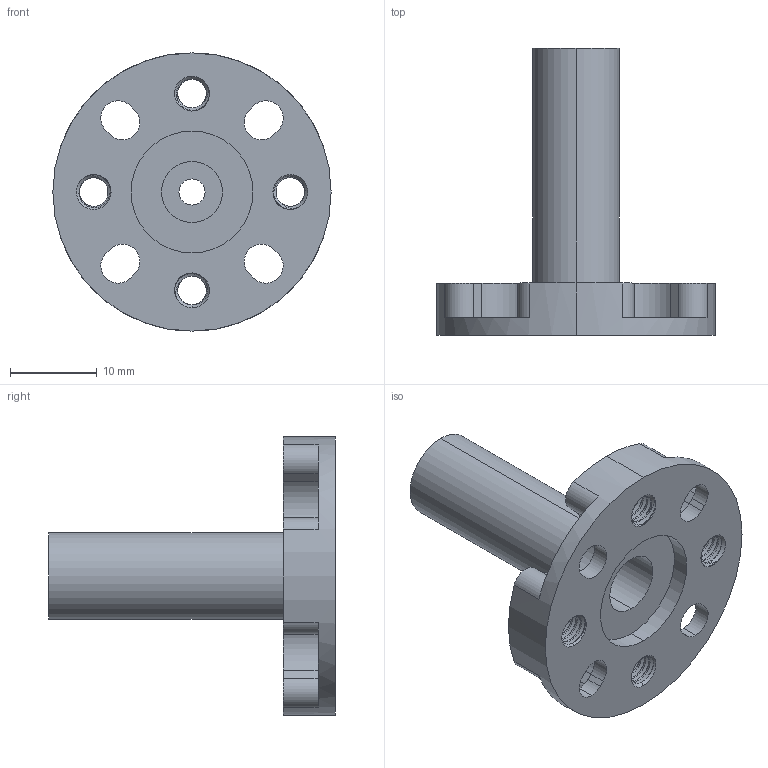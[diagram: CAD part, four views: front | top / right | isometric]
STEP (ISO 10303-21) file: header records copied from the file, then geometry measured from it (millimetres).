
FILE_DESCRIPTION (( 'STEP AP203' ), '1' );
FILE_NAME ('1910-0024-0033 rev1.STEP', '2017-05-22T14:54:55', ( '' ), ( '' ), 'SwSTEP 2.0', 'SolidWorks 2016', '' );
FILE_SCHEMA (( 'CONFIG_CONTROL_DESIGN' ));
Length unit declared in the file: millimetre
Products named in the file (1): 1910-0024-0033 rev1
Bounding box: 32 x 33 x 32 mm (x, y, z)
Volume: 4112.5 mm3; surface area: 4288.2 mm2
Topology: 1 solids, 1 shells, 285 faces, 814 edges, 536 vertices
Faces by surface type: cylinder 178, plane 75, cone 24, bspline 8
Entity records: 19449 total; most frequent: CARTESIAN_POINT 12688, ORIENTED_EDGE 1628, DIRECTION 1194, EDGE_CURVE 814, VERTEX_POINT 536, AXIS2_PLACEMENT_3D 406, LINE 382, VECTOR 382
